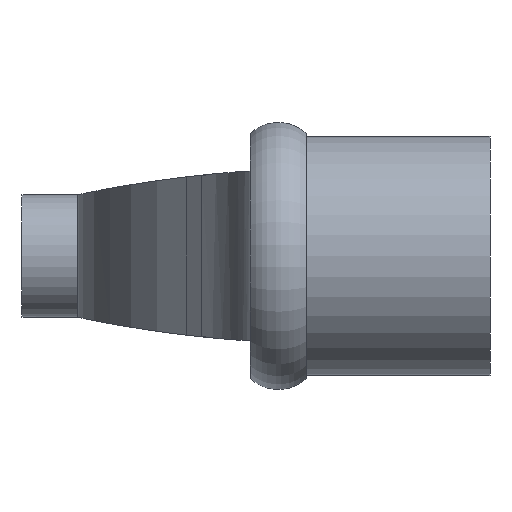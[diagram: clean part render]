
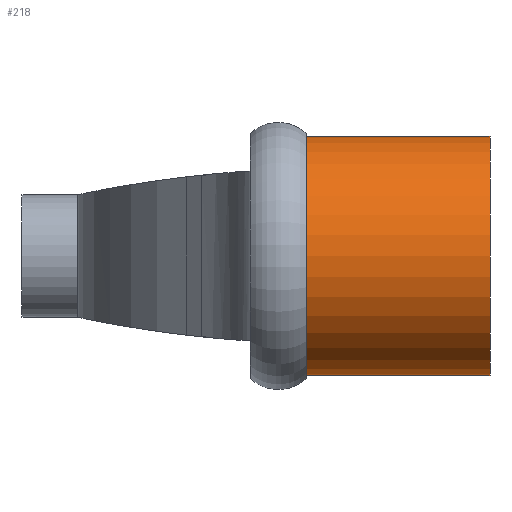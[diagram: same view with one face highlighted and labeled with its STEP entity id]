
A CAD part, left-side view. The second image highlights one B-rep face of the part: STEP entity #218.
In plain terms, the highlighted cylindrical face has radius 21.5 mm (diameter 43 mm), a full revolution.
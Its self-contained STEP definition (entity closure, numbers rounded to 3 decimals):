
#118=FACE_BOUND('',#338,.T.);
#119=FACE_BOUND('',#339,.T.);
#218=ADVANCED_FACE('',(#118,#119),#250,.T.);
#250=CYLINDRICAL_SURFACE('',#1156,21.5);
#338=EDGE_LOOP('',(#595));
#339=EDGE_LOOP('',(#596));
#366=CIRCLE('',#1130,21.5);
#371=CIRCLE('',#1155,21.5);
#595=ORIENTED_EDGE('',*,*,#962,.F.);
#596=ORIENTED_EDGE('',*,*,#888,.T.);
#766=VERTEX_POINT('',#1833);
#813=VERTEX_POINT('',#2271);
#888=EDGE_CURVE('',#766,#766,#366,.T.);
#962=EDGE_CURVE('',#813,#813,#371,.T.);
#1130=AXIS2_PLACEMENT_3D('',#1832,#1202,#1203);
#1155=AXIS2_PLACEMENT_3D('',#2270,#1271,#1272);
#1156=AXIS2_PLACEMENT_3D('',#2272,#1273,#1274);
#1202=DIRECTION('',(0.,-1.,0.));
#1203=DIRECTION('',(0.,0.,-1.));
#1271=DIRECTION('',(0.,-1.,0.));
#1272=DIRECTION('',(0.,0.,-1.));
#1273=DIRECTION('',(0.,-1.,0.));
#1274=DIRECTION('',(0.,0.,-1.));
#1832=CARTESIAN_POINT('',(103.,73.25,0.));
#1833=CARTESIAN_POINT('',(103.,73.25,-21.5));
#2270=CARTESIAN_POINT('',(103.,40.25,0.));
#2271=CARTESIAN_POINT('',(103.,40.25,-21.5));
#2272=CARTESIAN_POINT('',(103.,35.91,0.));
